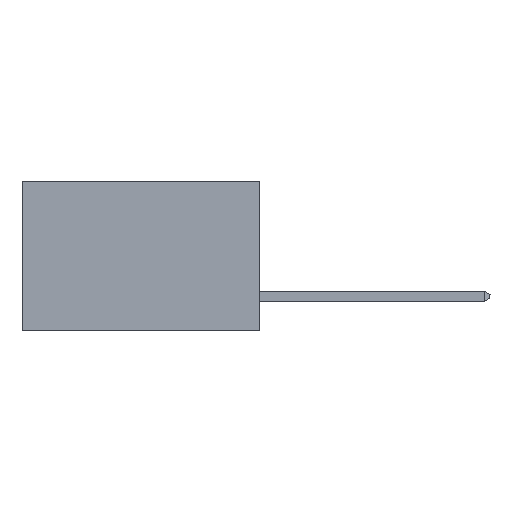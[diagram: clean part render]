
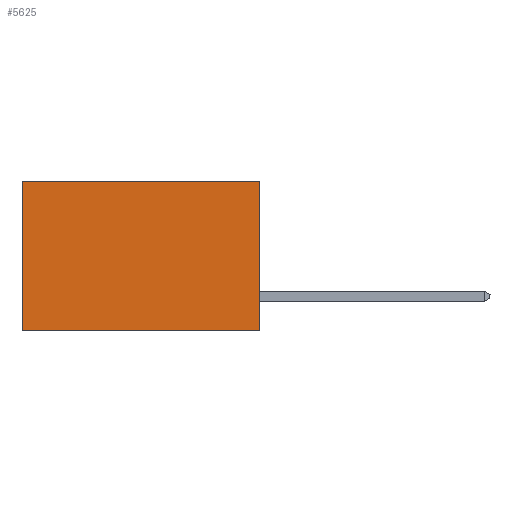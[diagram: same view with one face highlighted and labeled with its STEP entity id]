
A CAD part, left-side view. The second image highlights one B-rep face of the part: STEP entity #5625.
In plain terms, the highlighted planar face has unit normal (-1, 0, 0).
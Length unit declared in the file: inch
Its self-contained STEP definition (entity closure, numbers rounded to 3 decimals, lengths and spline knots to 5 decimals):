
#35 = DIRECTION ( 'NONE',  ( 1., 0., 0. ) ) ;
#88 = CARTESIAN_POINT ( 'NONE',  ( 0.277, 0., -0.37 ) ) ;
#329 = CARTESIAN_POINT ( 'NONE',  ( 0.277, 0., 0. ) ) ;
#448 = EDGE_CURVE ( 'NONE', #2422, #4514, #1857, .T. ) ;
#931 = AXIS2_PLACEMENT_3D ( 'NONE', #88, #35, #4328 ) ;
#1004 = CARTESIAN_POINT ( 'NONE',  ( 0.277, 0.59, -0.37 ) ) ;
#1295 = CARTESIAN_POINT ( 'NONE',  ( 0.277, 0.59, 0. ) ) ;
#1620 = DIRECTION ( 'NONE',  ( 0., 0., -1. ) ) ;
#1857 = LINE ( 'NONE', #6256, #6196 ) ;
#2078 = ORIENTED_EDGE ( 'NONE', *, *, #3805, .T. ) ;
#2235 = VECTOR ( 'NONE', #2540, 39.37008 ) ;
#2422 = VERTEX_POINT ( 'NONE', #5081 ) ;
#2444 = VERTEX_POINT ( 'NONE', #329 ) ;
#2540 = DIRECTION ( 'NONE',  ( 0., 0., -1. ) ) ;
#3032 = CARTESIAN_POINT ( 'NONE',  ( 0.277, 0.59, -0.37 ) ) ;
#3118 = CARTESIAN_POINT ( 'NONE',  ( 0.277, 0., -0.37 ) ) ;
#3193 = VECTOR ( 'NONE', #1620, 39.37008 ) ;
#3266 = VERTEX_POINT ( 'NONE', #1295 ) ;
#3621 = CARTESIAN_POINT ( 'NONE',  ( 0.277, 0., 0. ) ) ;
#3665 = ORIENTED_EDGE ( 'NONE', *, *, #448, .F. ) ;
#3746 = LINE ( 'NONE', #3621, #6530 ) ;
#3775 = DIRECTION ( 'NONE',  ( 0., 1., 0. ) ) ;
#3805 = EDGE_CURVE ( 'NONE', #3266, #4514, #4701, .T. ) ;
#3811 = EDGE_LOOP ( 'NONE', ( #2078, #3665, #6406, #7423 ) ) ;
#4328 = DIRECTION ( 'NONE',  ( 0., 0., -1. ) ) ;
#4346 = PLANE ( 'NONE',  #931 ) ;
#4514 = VERTEX_POINT ( 'NONE', #3032 ) ;
#4701 = LINE ( 'NONE', #1004, #3193 ) ;
#5081 = CARTESIAN_POINT ( 'NONE',  ( 0.277, 0., -0.37 ) ) ;
#5232 = LINE ( 'NONE', #3118, #2235 ) ;
#5625 = ADVANCED_FACE ( 'NONE', ( #6115 ), #4346, .F. ) ;
#5711 = EDGE_CURVE ( 'NONE', #2444, #2422, #5232, .T. ) ;
#6115 = FACE_OUTER_BOUND ( 'NONE', #3811, .T. ) ;
#6183 = EDGE_CURVE ( 'NONE', #2444, #3266, #3746, .T. ) ;
#6196 = VECTOR ( 'NONE', #6616, 39.37008 ) ;
#6256 = CARTESIAN_POINT ( 'NONE',  ( 0.277, 0., -0.37 ) ) ;
#6406 = ORIENTED_EDGE ( 'NONE', *, *, #5711, .F. ) ;
#6530 = VECTOR ( 'NONE', #3775, 39.37008 ) ;
#6616 = DIRECTION ( 'NONE',  ( 0., 1., 0. ) ) ;
#7423 = ORIENTED_EDGE ( 'NONE', *, *, #6183, .T. ) ;
